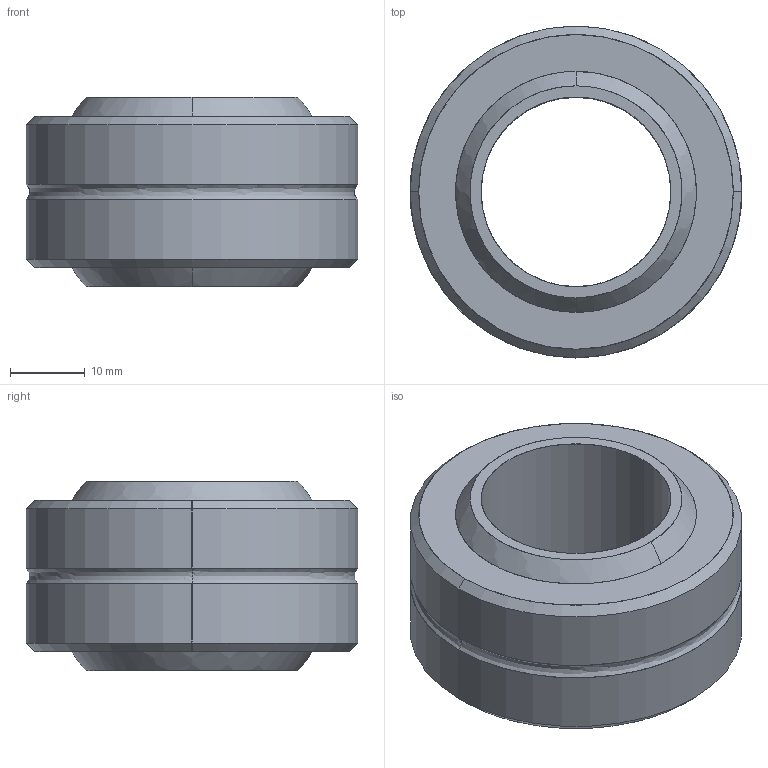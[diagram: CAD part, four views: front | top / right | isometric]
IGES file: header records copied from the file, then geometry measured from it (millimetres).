
Start section: SolidWorks IGES file using analytic representation for surfaces
Global section: file name: CODEFAU0813237403874.igs; native system: SolidWorks 2017; preprocessor: SolidWorks 2017; author: partstream; date: 170813.023745; units: millimetre
Bounding box: 44.45 x 44.45 x 25.4 mm (x, y, z)
Surface area: 7573.1 mm2 (no closed solid volume)
Topology: 0 solids, 0 shells, 24 faces, 539 edges, 542 vertices
Faces by surface type: bspline 14, revolution 10
